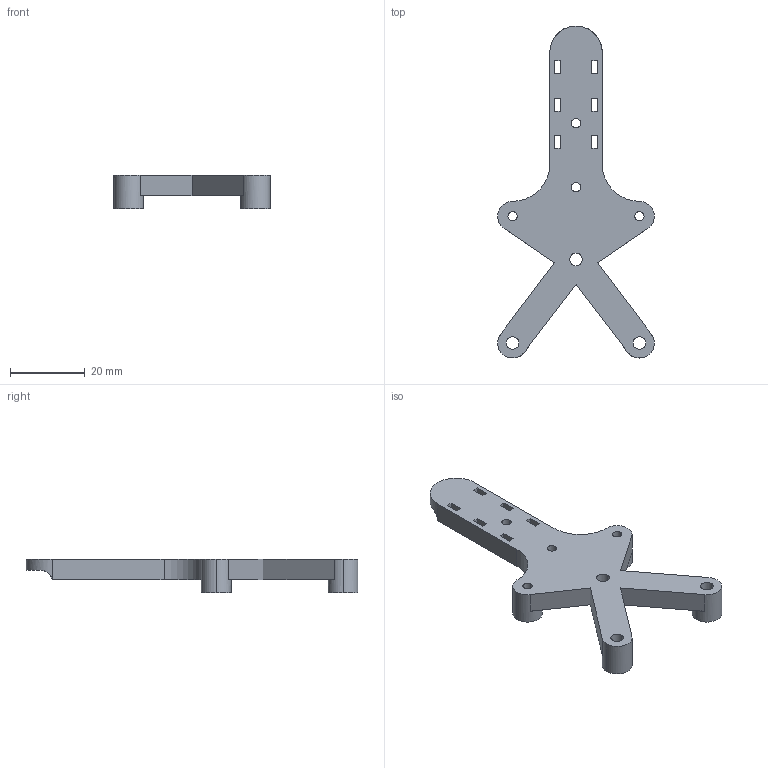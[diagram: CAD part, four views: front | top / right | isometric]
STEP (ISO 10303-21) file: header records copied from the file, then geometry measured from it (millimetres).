
FILE_DESCRIPTION (( 'STEP AP214' ), '1' );
FILE_NAME ('toolboard_adapter_v2.STEP', '2020-05-24T02:01:12', ( '' ), ( '' ), 'SwSTEP 2.0', 'SolidWorks 2019', '' );
FILE_SCHEMA (( 'AUTOMOTIVE_DESIGN' ));
Length unit declared in the file: millimetre
Products named in the file (1): toolboard_adapter_v2
Bounding box: 42 x 89 x 9 mm (x, y, z)
Volume: 8300.5 mm3; surface area: 5932.9 mm2
Topology: 1 solids, 1 shells, 75 faces, 235 edges, 156 vertices
Faces by surface type: plane 48, cylinder 27
Entity records: 2729 total; most frequent: CARTESIAN_POINT 501, ORIENTED_EDGE 470, DIRECTION 445, EDGE_CURVE 235, LINE 173, VECTOR 173, VERTEX_POINT 156, AXIS2_PLACEMENT_3D 136
